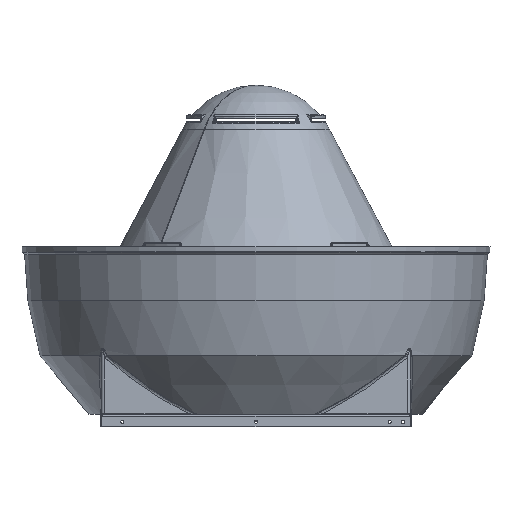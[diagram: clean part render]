
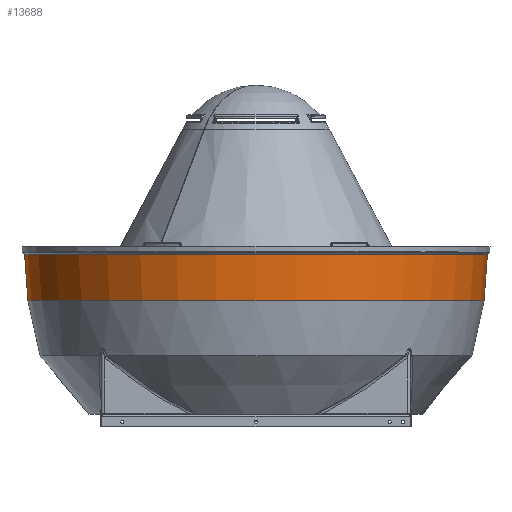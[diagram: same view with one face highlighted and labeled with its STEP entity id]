
A CAD part, front view. The second image highlights one B-rep face of the part: STEP entity #13688.
In plain terms, the highlighted conical face has half-angle 4 degrees and reference radius 682.5 mm.
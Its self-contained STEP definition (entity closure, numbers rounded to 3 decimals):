
#373 = CARTESIAN_POINT ( 'NONE',  ( 682.5, 338.637, 0. ) ) ;
#1654 = CARTESIAN_POINT ( 'NONE',  ( 0., 338.637, 0. ) ) ;
#4332 = EDGE_CURVE ( 'NONE', #62310, #50590, #36162, .T. ) ;
#4815 = VECTOR ( 'NONE', #37701, 1000. ) ;
#10638 = DIRECTION ( 'NONE',  ( 1., 0., 0. ) ) ;
#12256 = FACE_OUTER_BOUND ( 'NONE', #66324, .T. ) ;
#12896 = DIRECTION ( 'NONE',  ( -1., 0., 0. ) ) ;
#13688 = ADVANCED_FACE ( 'NONE', ( #12256 ), #50958, .T. ) ;
#13739 = ORIENTED_EDGE ( 'NONE', *, *, #4332, .F. ) ;
#17711 = CARTESIAN_POINT ( 'NONE',  ( 692.188, 477.18, 0. ) ) ;
#18959 = VECTOR ( 'NONE', #30513, 1000. ) ;
#21232 = AXIS2_PLACEMENT_3D ( 'NONE', #1654, #44629, #12896 ) ;
#24954 = CARTESIAN_POINT ( 'NONE',  ( -682.5, 338.637, 0. ) ) ;
#25637 = EDGE_CURVE ( 'NONE', #33175, #50663, #68127, .T. ) ;
#26671 = CARTESIAN_POINT ( 'NONE',  ( 682.5, 338.637, 0. ) ) ;
#26731 = DIRECTION ( 'NONE',  ( 0., -1., 0. ) ) ;
#27068 = DIRECTION ( 'NONE',  ( 1., 0., 0. ) ) ;
#27282 = CARTESIAN_POINT ( 'NONE',  ( 0., 477.18, 0. ) ) ;
#30513 = DIRECTION ( 'NONE',  ( -0.07, 0.998, 0. ) ) ;
#33175 = VERTEX_POINT ( 'NONE', #17711 ) ;
#33675 = ORIENTED_EDGE ( 'NONE', *, *, #58166, .T. ) ;
#33797 = EDGE_CURVE ( 'NONE', #50590, #50663, #39593, .T. ) ;
#35713 = CARTESIAN_POINT ( 'NONE',  ( -692.188, 477.18, 0. ) ) ;
#36100 = LINE ( 'NONE', #373, #4815 ) ;
#36162 = CIRCLE ( 'NONE', #59398, 682.5 ) ;
#37701 = DIRECTION ( 'NONE',  ( 0.07, 0.998, 0. ) ) ;
#39593 = LINE ( 'NONE', #24954, #18959 ) ;
#44187 = ORIENTED_EDGE ( 'NONE', *, *, #25637, .T. ) ;
#44629 = DIRECTION ( 'NONE',  ( 0., 1., 0. ) ) ;
#50590 = VERTEX_POINT ( 'NONE', #51598 ) ;
#50663 = VERTEX_POINT ( 'NONE', #35713 ) ;
#50958 = CONICAL_SURFACE ( 'NONE', #21232, 682.5, 0.07 ) ;
#51598 = CARTESIAN_POINT ( 'NONE',  ( -682.5, 338.637, 0. ) ) ;
#52625 = AXIS2_PLACEMENT_3D ( 'NONE', #27282, #59314, #27068 ) ;
#53005 = CARTESIAN_POINT ( 'NONE',  ( 0., 338.637, 0. ) ) ;
#54700 = ORIENTED_EDGE ( 'NONE', *, *, #33797, .F. ) ;
#58166 = EDGE_CURVE ( 'NONE', #62310, #33175, #36100, .T. ) ;
#59314 = DIRECTION ( 'NONE',  ( 0., -1., 0. ) ) ;
#59398 = AXIS2_PLACEMENT_3D ( 'NONE', #53005, #26731, #10638 ) ;
#62310 = VERTEX_POINT ( 'NONE', #26671 ) ;
#66324 = EDGE_LOOP ( 'NONE', ( #13739, #33675, #44187, #54700 ) ) ;
#68127 = CIRCLE ( 'NONE', #52625, 692.188 ) ;
